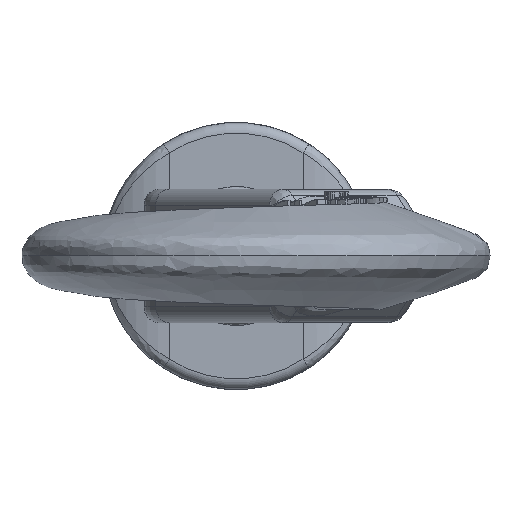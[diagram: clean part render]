
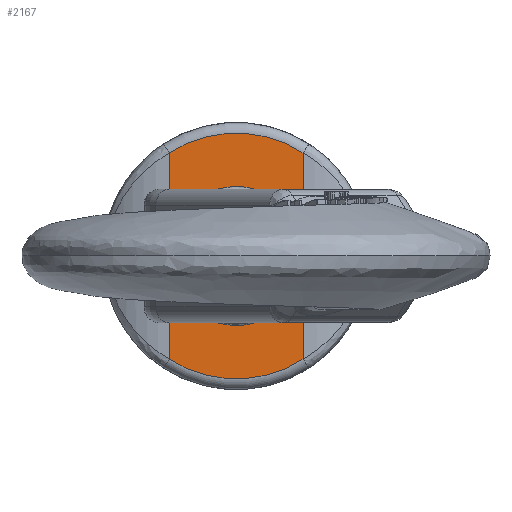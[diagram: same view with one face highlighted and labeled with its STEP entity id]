
A CAD part, front view. The second image highlights one B-rep face of the part: STEP entity #2167.
In plain terms, the highlighted planar face has unit normal (0, -1, 0).
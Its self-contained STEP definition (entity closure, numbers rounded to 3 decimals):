
#892=LINE('',#8846,#1180);
#893=LINE('',#8851,#1181);
#1180=VECTOR('',#7467,1.);
#1181=VECTOR('',#7470,1.);
#1635=PLANE('',#7007);
#1772=FACE_OUTER_BOUND('',#2723,.T.);
#2167=ADVANCED_FACE('',(#2628,#1772),#1635,.F.);
#2628=FACE_BOUND('',#2722,.T.);
#2722=EDGE_LOOP('',(#3238));
#2723=EDGE_LOOP('',(#3239,#3240,#3241,#3242));
#3238=ORIENTED_EDGE('',*,*,#5836,.T.);
#3239=ORIENTED_EDGE('',*,*,#5849,.T.);
#3240=ORIENTED_EDGE('',*,*,#5850,.T.);
#3241=ORIENTED_EDGE('',*,*,#5851,.F.);
#3242=ORIENTED_EDGE('',*,*,#5852,.T.);
#5182=VERTEX_POINT('',#8749);
#5194=VERTEX_POINT('',#8847);
#5195=VERTEX_POINT('',#8848);
#5196=VERTEX_POINT('',#8850);
#5197=VERTEX_POINT('',#8852);
#5836=EDGE_CURVE('',#5182,#5182,#6803,.T.);
#5849=EDGE_CURVE('',#5194,#5195,#892,.T.);
#5850=EDGE_CURVE('',#5195,#5196,#6808,.T.);
#5851=EDGE_CURVE('',#5197,#5196,#893,.T.);
#5852=EDGE_CURVE('',#5197,#5194,#6809,.T.);
#6803=CIRCLE('',#6995,6.5);
#6808=CIRCLE('',#7005,23.);
#6809=CIRCLE('',#7006,23.);
#6995=AXIS2_PLACEMENT_3D('',#8748,#7447,#7448);
#7005=AXIS2_PLACEMENT_3D('',#8849,#7468,#7469);
#7006=AXIS2_PLACEMENT_3D('',#8853,#7471,#7472);
#7007=AXIS2_PLACEMENT_3D('',#8854,#7473,#7474);
#7447=DIRECTION('',(0.,1.,0.));
#7448=DIRECTION('',(0.,0.,1.));
#7467=DIRECTION('',(0.,0.,1.));
#7468=DIRECTION('',(0.,-1.,0.));
#7469=DIRECTION('',(0.,0.,1.));
#7470=DIRECTION('',(0.,0.,1.));
#7471=DIRECTION('',(0.,-1.,0.));
#7472=DIRECTION('',(0.,0.,1.));
#7473=DIRECTION('',(0.,1.,0.));
#7474=DIRECTION('',(0.,0.,1.));
#8748=CARTESIAN_POINT('',(2.508,101.5,0.));
#8749=CARTESIAN_POINT('',(2.508,101.5,6.5));
#8846=CARTESIAN_POINT('',(15.008,101.5,-46.));
#8847=CARTESIAN_POINT('',(15.008,101.5,-19.307));
#8848=CARTESIAN_POINT('',(15.008,101.5,19.307));
#8849=CARTESIAN_POINT('',(2.508,101.5,0.));
#8850=CARTESIAN_POINT('',(-9.992,101.5,19.307));
#8851=CARTESIAN_POINT('',(-9.992,101.5,-46.));
#8852=CARTESIAN_POINT('',(-9.992,101.5,-19.307));
#8853=CARTESIAN_POINT('',(2.508,101.5,0.));
#8854=CARTESIAN_POINT('',(2.508,101.5,0.));
